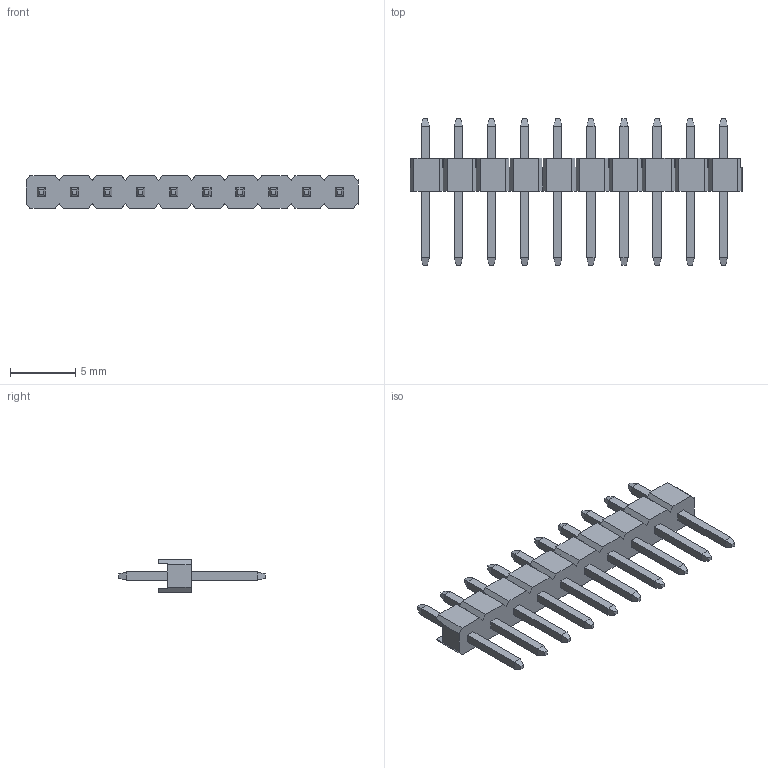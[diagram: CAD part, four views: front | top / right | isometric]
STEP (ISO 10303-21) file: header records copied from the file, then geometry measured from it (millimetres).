
FILE_DESCRIPTION (( 'STEP AP214' ), '1' );
FILE_NAME ('pin_header_aw140-eg-g10d.STEP', '2020-12-14T18:19:17', ( '' ), ( '' ), 'SwSTEP 2.0', 'SolidWorks 2018', '' );
FILE_SCHEMA (( 'AUTOMOTIVE_DESIGN' ));
Length unit declared in the file: millimetre
Products named in the file (1): pin_header_aw140-eg-g10d
Bounding box: 25.46 x 11.2 x 2.5 mm (x, y, z)
Volume: 158.9 mm3; surface area: 536.9 mm2
Topology: 1 solids, 1 shells, 286 faces, 712 edges, 448 vertices
Faces by surface type: plane 286
Entity records: 9434 total; most frequent: CARTESIAN_POINT 1501, ORIENTED_EDGE 1424, DIRECTION 1268, EDGE_CURVE 712, VECTOR 694, LINE 694, VERTEX_POINT 448, EDGE_LOOP 306
